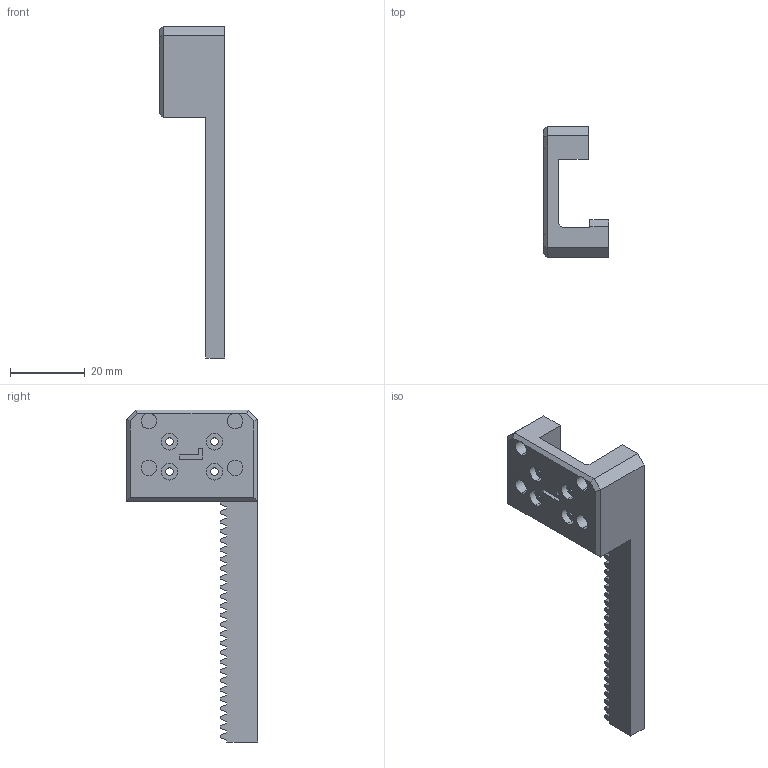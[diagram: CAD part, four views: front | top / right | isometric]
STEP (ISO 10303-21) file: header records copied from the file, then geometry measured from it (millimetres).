
FILE_DESCRIPTION (( 'STEP AP214' ), '1' );
FILE_NAME ('gripper_jaw_150mm_L.STEP', '2025-12-26T14:58:41', ( '' ), ( '' ), 'SwSTEP 2.0', 'SolidWorks 2020', '' );
FILE_SCHEMA (( 'AUTOMOTIVE_DESIGN' ));
Length unit declared in the file: millimetre
Products named in the file (1): gripper_jaw_150mm_L
Bounding box: 17.4 x 35 x 88.6 mm (x, y, z)
Volume: 10091.8 mm3; surface area: 6317.7 mm2
Topology: 1 solids, 1 shells, 201 faces, 582 edges, 386 vertices
Faces by surface type: plane 177, cylinder 24
Entity records: 6576 total; most frequent: CARTESIAN_POINT 1188, ORIENTED_EDGE 1164, DIRECTION 1030, EDGE_CURVE 582, VECTOR 526, LINE 526, VERTEX_POINT 386, AXIS2_PLACEMENT_3D 252
